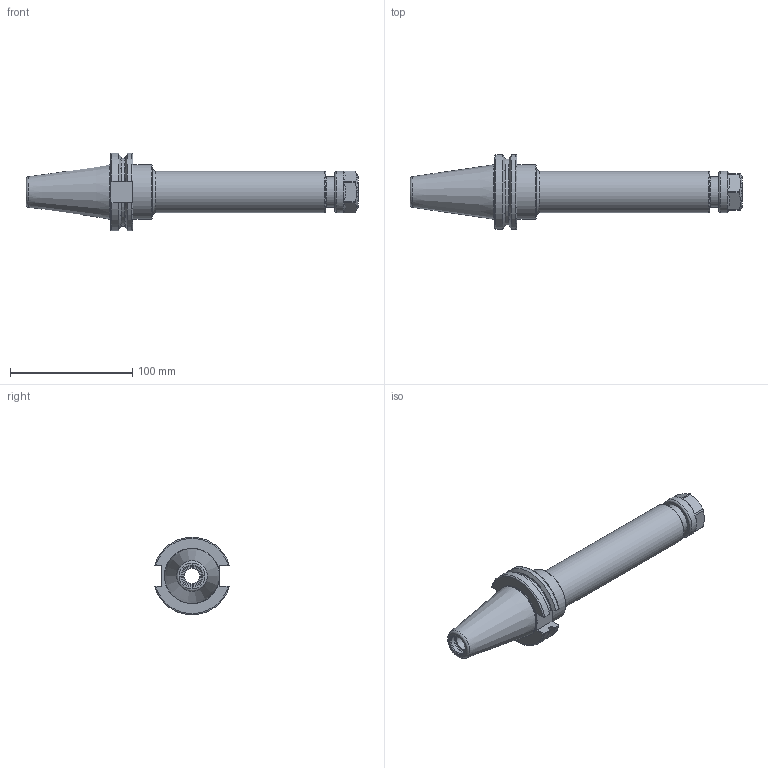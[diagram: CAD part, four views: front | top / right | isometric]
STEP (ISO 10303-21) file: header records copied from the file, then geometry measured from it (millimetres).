
FILE_DESCRIPTION(/* description */ (''),/* implementation_level */ '2;1');
FILE_NAME(/* name */ 'DCAT40-ER20H-0800.stp',/* time_stamp */ '2019-05-30T15:20:18-05:00',/* author */ ('ldfli'),/* organization */ ('Pioneer N.A.'),/* preprocessor_version */ 'ST-DEVELOPER v18',/* originating_system */ 'Autodesk Inventor LT',/* authorisation */ '');
FILE_SCHEMA (('AUTOMOTIVE_DESIGN { 1 0 10303 214 3 1 1 }'));
Length unit declared in the file: millimetre
Products named in the file (1): DCAT40-ER20H-0800
Bounding box: 271.45 x 61.14 x 63.31 mm (x, y, z)
Volume: 248737.5 mm3; surface area: 50087.2 mm2
Topology: 2 solids, 2 shells, 132 faces, 380 edges, 260 vertices
Faces by surface type: plane 52, torus 23, cylinder 21, cone 20, bspline 16
Full cylindrical faces by diameter (mm): 10 x1, 12.751 x1, 13.386 x1, 14.5 x1, 15.71 x1, 16.28 x1, 16.78 x1, 18.708 x1, 23.5 x1, 25 x1, 26 x1, 34 x2, 44.45 x2
Entity records: 5165 total; most frequent: CARTESIAN_POINT 1683, ORIENTED_EDGE 760, DIRECTION 715, EDGE_CURVE 380, AXIS2_PLACEMENT_3D 293, VERTEX_POINT 260, CIRCLE 176, EDGE_LOOP 144
